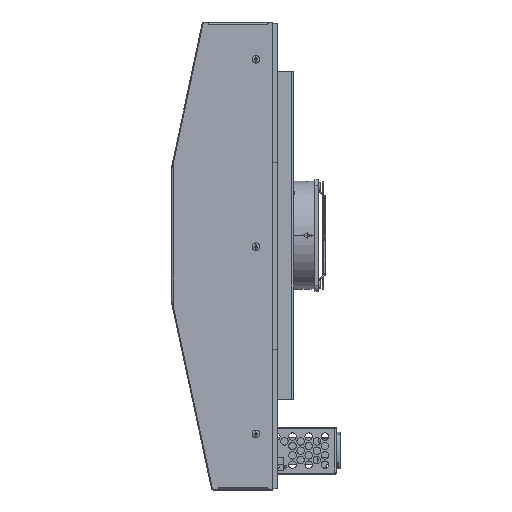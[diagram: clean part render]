
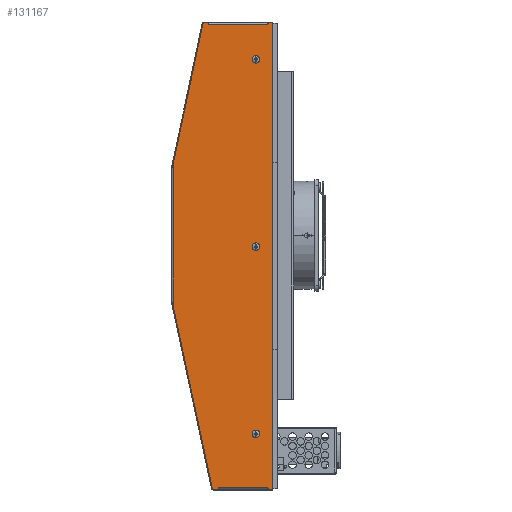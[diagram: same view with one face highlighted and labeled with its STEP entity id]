
A CAD part, left-side view. The second image highlights one B-rep face of the part: STEP entity #131167.
In plain terms, the highlighted planar face has unit normal (-1, 0, 0).
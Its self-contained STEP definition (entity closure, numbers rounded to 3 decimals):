
#100824=DIRECTION('',(0.,0.259,0.966));
#100825=VECTOR('',#100824,3.106);
#100826=CARTESIAN_POINT('',(-166.5,4.196,-250.));
#100827=LINE('',#100826,#100825);
#100831=DIRECTION('',(0.,0.259,-0.966));
#100832=VECTOR('',#100831,2.071);
#100833=CARTESIAN_POINT('',(-166.5,58.384,-247.));
#100834=LINE('',#100833,#100832);
#100838=CARTESIAN_POINT('',(-166.5,63.384,-249.));
#100839=CARTESIAN_POINT('',(-166.5,63.64,-248.984));
#100840=CARTESIAN_POINT('',(-166.5,64.059,-248.835));
#100841=CARTESIAN_POINT('',(-166.5,64.292,-248.457));
#100842=CARTESIAN_POINT('',(-166.5,64.362,-248.21));
#100847=DIRECTION('',(0.,0.21,0.978));
#100848=VECTOR('',#100847,198.091);
#100849=CARTESIAN_POINT('',(-166.5,64.362,-248.21));
#100850=LINE('',#100849,#100848);
#100854=DIRECTION('',(0.,-0.208,0.978));
#100855=VECTOR('',#100854,151.947);
#100856=CARTESIAN_POINT('',(-166.5,106.,99.592));
#100857=LINE('',#100856,#100855);
#100861=CARTESIAN_POINT('',(-166.5,74.359,248.208));
#100862=CARTESIAN_POINT('',(-166.5,74.289,248.456));
#100863=CARTESIAN_POINT('',(-166.5,74.057,248.835));
#100864=CARTESIAN_POINT('',(-166.5,73.637,248.983));
#100865=CARTESIAN_POINT('',(-166.5,73.381,249.));
#100870=DIRECTION('',(0.,-0.259,
-0.966));
#100871=VECTOR('',#100870,2.071);
#100872=CARTESIAN_POINT('',(-166.5,68.917,249.));
#100873=LINE('',#100872,#100871);
#100877=DIRECTION('',(0.,-0.259,
0.966));
#100878=VECTOR('',#100877,3.106);
#100879=CARTESIAN_POINT('',(-166.5,5.,247.));
#100880=LINE('',#100879,#100878);
#100884=DIRECTION('',(0.,-1.,0.));
#100885=VECTOR('',#100884,4.196);
#100886=CARTESIAN_POINT('',(-166.5,4.196,250.));
#100887=LINE('',#100886,#100885);
#100891=DIRECTION('',(0.,0.,-1.));
#100892=VECTOR('',#100891,500.);
#100893=CARTESIAN_POINT('',(-166.5,0.,250.));
#100894=LINE('',#100893,#100892);
#100898=DIRECTION('',(0.,1.,0.));
#100899=VECTOR('',#100898,4.196);
#100900=CARTESIAN_POINT('',(-166.5,0.,-250.));
#100901=LINE('',#100900,#100899);
#100905=CARTESIAN_POINT('',(-166.5,18.,10.));
#100906=DIRECTION('',(-1.,0.,0.));
#100907=DIRECTION('',(0.,-1.,0.));
#100908=AXIS2_PLACEMENT_3D('',#100905,#100906,#100907);
#100913=CARTESIAN_POINT('',(-166.5,18.,10.));
#100914=DIRECTION('',(-1.,0.,0.));
#100915=DIRECTION('',(0.,1.,0.));
#100916=AXIS2_PLACEMENT_3D('',#100913,#100914,#100915);
#100921=CARTESIAN_POINT('',(-166.5,18.,-190.));
#100922=DIRECTION('',(-1.,0.,0.));
#100923=DIRECTION('',(0.,-1.,0.));
#100924=AXIS2_PLACEMENT_3D('',#100921,#100922,#100923);
#100929=CARTESIAN_POINT('',(-166.5,18.,-190.));
#100930=DIRECTION('',(-1.,0.,0.));
#100931=DIRECTION('',(0.,1.,0.));
#100932=AXIS2_PLACEMENT_3D('',#100929,#100930,#100931);
#100937=CARTESIAN_POINT('',(-166.5,18.,210.));
#100938=DIRECTION('',(-1.,0.,0.));
#100939=DIRECTION('',(0.,-1.,0.));
#100940=AXIS2_PLACEMENT_3D('',#100937,#100938,#100939);
#100945=CARTESIAN_POINT('',(-166.5,18.,210.));
#100946=DIRECTION('',(-1.,0.,0.));
#100947=DIRECTION('',(0.,1.,0.));
#100948=AXIS2_PLACEMENT_3D('',#100945,#100946,#100947);
#101147=DIRECTION('',(0.,1.,0.));
#101148=VECTOR('',#101147,63.381);
#101149=CARTESIAN_POINT('',(-166.5,5.,247.));
#101150=LINE('',#101149,#101148);
#101198=DIRECTION('',(0.,1.,0.));
#101199=VECTOR('',#101198,4.464);
#101200=CARTESIAN_POINT('',(-166.5,68.917,249.));
#101201=LINE('',#101200,#101199);
#101226=DIRECTION('',(0.,0.,-1.));
#101227=VECTOR('',#101226,154.137);
#101228=CARTESIAN_POINT('',(-166.5,106.,99.592));
#101229=LINE('',#101228,#101227);
#101315=DIRECTION('',(0.,-1.,0.));
#101316=VECTOR('',#101315,4.464);
#101317=CARTESIAN_POINT('',(-166.5,63.384,-249.));
#101318=LINE('',#101317,#101316);
#101345=DIRECTION('',(0.,-1.,0.));
#101346=VECTOR('',#101345,53.384);
#101347=CARTESIAN_POINT('',(-166.5,58.384,-247.));
#101348=LINE('',#101347,#101346);
#126680=CARTESIAN_POINT('',(-166.5,4.196,-250.));
#126681=CARTESIAN_POINT('',(-166.5,5.,-247.));
#126682=VERTEX_POINT('',#126680);
#126683=VERTEX_POINT('',#126681);
#126684=CARTESIAN_POINT('',(-166.5,58.384,-247.));
#126685=VERTEX_POINT('',#126684);
#126686=CARTESIAN_POINT('',(-166.5,58.92,-249.));
#126687=VERTEX_POINT('',#126686);
#126688=CARTESIAN_POINT('',(-166.5,63.384,-249.));
#126689=VERTEX_POINT('',#126688);
#126690=VERTEX_POINT('',#100842);
#126691=CARTESIAN_POINT('',(-166.5,106.,-54.545));
#126692=VERTEX_POINT('',#126691);
#126693=CARTESIAN_POINT('',(-166.5,106.,99.592));
#126694=VERTEX_POINT('',#126693);
#126695=CARTESIAN_POINT('',(-166.5,74.359,248.208));
#126696=VERTEX_POINT('',#126695);
#126697=VERTEX_POINT('',#100865);
#126698=CARTESIAN_POINT('',(-166.5,68.917,249.));
#126699=VERTEX_POINT('',#126698);
#126700=CARTESIAN_POINT('',(-166.5,68.381,247.));
#126701=VERTEX_POINT('',#126700);
#126702=CARTESIAN_POINT('',(-166.5,5.,247.));
#126703=VERTEX_POINT('',#126702);
#126704=CARTESIAN_POINT('',(-166.5,4.196,250.));
#126705=VERTEX_POINT('',#126704);
#126706=CARTESIAN_POINT('',(-166.5,0.,250.));
#126707=VERTEX_POINT('',#126706);
#126708=CARTESIAN_POINT('',(-166.5,0.,-250.));
#126709=VERTEX_POINT('',#126708);
#126710=CARTESIAN_POINT('',(-166.5,15.75,10.));
#126711=CARTESIAN_POINT('',(-166.5,20.25,10.));
#126712=VERTEX_POINT('',#126710);
#126713=VERTEX_POINT('',#126711);
#126714=CARTESIAN_POINT('',(-166.5,15.75,-190.));
#126715=CARTESIAN_POINT('',(-166.5,20.25,-190.));
#126716=VERTEX_POINT('',#126714);
#126717=VERTEX_POINT('',#126715);
#126718=CARTESIAN_POINT('',(-166.5,15.75,210.));
#126719=CARTESIAN_POINT('',(-166.5,20.25,210.));
#126720=VERTEX_POINT('',#126718);
#126721=VERTEX_POINT('',#126719);
#131110=CARTESIAN_POINT('',(-166.5,0.,0.));
#131111=DIRECTION('',(1.,0.,0.));
#131112=DIRECTION('',(0.,0.,-1.));
#131113=AXIS2_PLACEMENT_3D('',#131110,#131111,#131112);
#131114=PLANE('',#131113);
#131116=ORIENTED_EDGE('',*,*,#131115,.T.);
#131118=ORIENTED_EDGE('',*,*,#131117,.F.);
#131120=ORIENTED_EDGE('',*,*,#131119,.T.);
#131122=ORIENTED_EDGE('',*,*,#131121,.F.);
#131124=ORIENTED_EDGE('',*,*,#131123,.T.);
#131126=ORIENTED_EDGE('',*,*,#131125,.T.);
#131128=ORIENTED_EDGE('',*,*,#131127,.F.);
#131130=ORIENTED_EDGE('',*,*,#131129,.T.);
#131132=ORIENTED_EDGE('',*,*,#131131,.T.);
#131134=ORIENTED_EDGE('',*,*,#131133,.F.);
#131136=ORIENTED_EDGE('',*,*,#131135,.T.);
#131138=ORIENTED_EDGE('',*,*,#131137,.F.);
#131140=ORIENTED_EDGE('',*,*,#131139,.T.);
#131142=ORIENTED_EDGE('',*,*,#131141,.T.);
#131144=ORIENTED_EDGE('',*,*,#131143,.T.);
#131146=ORIENTED_EDGE('',*,*,#131145,.T.);
#131147=EDGE_LOOP('',(#131116,#131118,#131120,#131122,#131124,#131126,#131128,
#131130,#131132,#131134,#131136,#131138,#131140,#131142,#131144,#131146));
#131148=FACE_OUTER_BOUND('',#131147,.F.);
#131150=ORIENTED_EDGE('',*,*,#131149,.T.);
#131152=ORIENTED_EDGE('',*,*,#131151,.T.);
#131153=EDGE_LOOP('',(#131150,#131152));
#131154=FACE_BOUND('',#131153,.F.);
#131156=ORIENTED_EDGE('',*,*,#131155,.T.);
#131158=ORIENTED_EDGE('',*,*,#131157,.T.);
#131159=EDGE_LOOP('',(#131156,#131158));
#131160=FACE_BOUND('',#131159,.F.);
#131162=ORIENTED_EDGE('',*,*,#131161,.T.);
#131164=ORIENTED_EDGE('',*,*,#131163,.T.);
#131165=EDGE_LOOP('',(#131162,#131164));
#131166=FACE_BOUND('',#131165,.F.);
#100843=B_SPLINE_CURVE_WITH_KNOTS('',3,(#100838,#100839,#100840,#100841,
#100842),.UNSPECIFIED.,.F.,.F.,(4,1,4),(0.,0.5,1.),
.UNSPECIFIED.);
#100866=B_SPLINE_CURVE_WITH_KNOTS('',3,(#100861,#100862,#100863,#100864,
#100865),.UNSPECIFIED.,.F.,.F.,(4,1,4),(0.,0.5,1.),
.UNSPECIFIED.);
#100909=CIRCLE('',#100908,2.25);
#100917=CIRCLE('',#100916,2.25);
#100925=CIRCLE('',#100924,2.25);
#100933=CIRCLE('',#100932,2.25);
#100941=CIRCLE('',#100940,2.25);
#100949=CIRCLE('',#100948,2.25);
#131115=EDGE_CURVE('',#126682,#126683,#100827,.T.);
#131117=EDGE_CURVE('',#126685,#126683,#101348,.T.);
#131119=EDGE_CURVE('',#126685,#126687,#100834,.T.);
#131121=EDGE_CURVE('',#126689,#126687,#101318,.T.);
#131123=EDGE_CURVE('',#126689,#126690,#100843,.T.);
#131125=EDGE_CURVE('',#126690,#126692,#100850,.T.);
#131127=EDGE_CURVE('',#126694,#126692,#101229,.T.);
#131129=EDGE_CURVE('',#126694,#126696,#100857,.T.);
#131131=EDGE_CURVE('',#126696,#126697,#100866,.T.);
#131133=EDGE_CURVE('',#126699,#126697,#101201,.T.);
#131135=EDGE_CURVE('',#126699,#126701,#100873,.T.);
#131137=EDGE_CURVE('',#126703,#126701,#101150,.T.);
#131139=EDGE_CURVE('',#126703,#126705,#100880,.T.);
#131141=EDGE_CURVE('',#126705,#126707,#100887,.T.);
#131143=EDGE_CURVE('',#126707,#126709,#100894,.T.);
#131145=EDGE_CURVE('',#126709,#126682,#100901,.T.);
#131149=EDGE_CURVE('',#126712,#126713,#100909,.T.);
#131151=EDGE_CURVE('',#126713,#126712,#100917,.T.);
#131155=EDGE_CURVE('',#126716,#126717,#100925,.T.);
#131157=EDGE_CURVE('',#126717,#126716,#100933,.T.);
#131161=EDGE_CURVE('',#126720,#126721,#100941,.T.);
#131163=EDGE_CURVE('',#126721,#126720,#100949,.T.);
#131167=ADVANCED_FACE('',(#131148,#131154,#131160,#131166),#131114,.F.);
